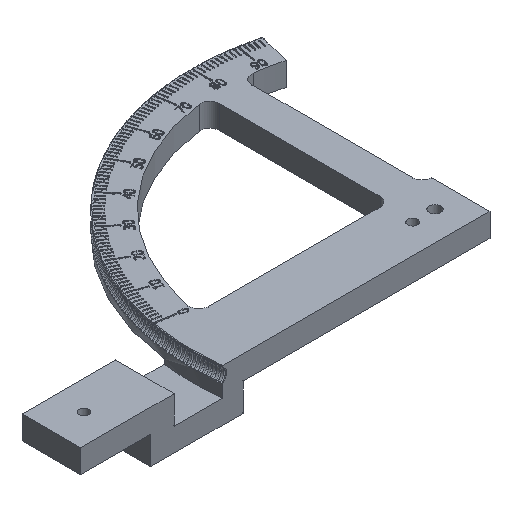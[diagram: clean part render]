
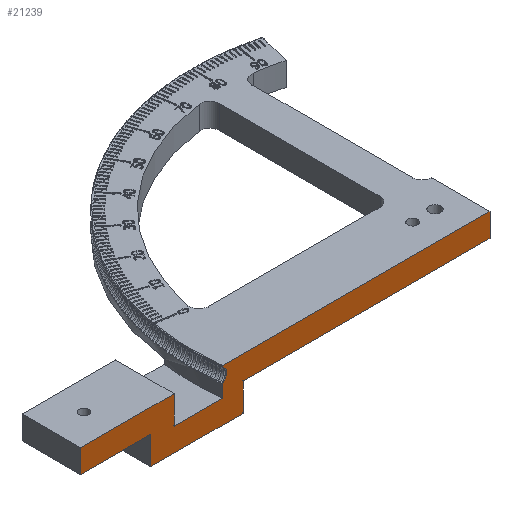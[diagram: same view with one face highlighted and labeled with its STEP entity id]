
A CAD part, isometric view. The second image highlights one B-rep face of the part: STEP entity #21239.
In plain terms, the highlighted planar face has unit normal (0, -1, 0).
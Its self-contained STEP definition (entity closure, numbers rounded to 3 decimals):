
#207=ELLIPSE('',#22615,3.377,3.35);
#2627=PLANE('',#22621);
#3816=FACE_OUTER_BOUND('',#5141,.T.);
#5141=EDGE_LOOP('',(#19764,#19765,#19766,#19767,#19768,#19769,#19770,#19771,
#19772,#19773,#19774,#19775,#19776,#19777,#19778));
#5577=LINE('',#31255,#6795);
#6347=LINE('',#33777,#7565);
#6350=LINE('',#50805,#7568);
#6351=LINE('',#51083,#7569);
#6355=LINE('',#51168,#7573);
#6356=LINE('',#51170,#7574);
#6357=LINE('',#51172,#7575);
#6358=LINE('',#51174,#7576);
#6359=LINE('',#51176,#7577);
#6360=LINE('',#51178,#7578);
#6361=LINE('',#51180,#7579);
#6362=LINE('',#51182,#7580);
#6363=LINE('',#51184,#7581);
#6364=LINE('',#51185,#7582);
#6795=VECTOR('',#23258,10.);
#7565=VECTOR('',#25786,10.);
#7568=VECTOR('',#26041,10.);
#7569=VECTOR('',#26542,10.);
#7573=VECTOR('',#26550,10.);
#7574=VECTOR('',#26551,10.);
#7575=VECTOR('',#26552,10.);
#7576=VECTOR('',#26553,10.);
#7577=VECTOR('',#26554,10.);
#7578=VECTOR('',#26555,10.);
#7579=VECTOR('',#26556,10.);
#7580=VECTOR('',#26557,10.);
#7581=VECTOR('',#26558,10.);
#7582=VECTOR('',#26559,10.);
#8769=VERTEX_POINT('',#31252);
#8770=VERTEX_POINT('',#31254);
#9542=VERTEX_POINT('',#33768);
#9543=VERTEX_POINT('',#33776);
#10283=VERTEX_POINT('',#50803);
#10285=VERTEX_POINT('',#51077);
#10289=VERTEX_POINT('',#51167);
#10290=VERTEX_POINT('',#51169);
#10291=VERTEX_POINT('',#51171);
#10292=VERTEX_POINT('',#51173);
#10293=VERTEX_POINT('',#51175);
#10294=VERTEX_POINT('',#51177);
#10295=VERTEX_POINT('',#51179);
#10296=VERTEX_POINT('',#51181);
#10297=VERTEX_POINT('',#51183);
#11178=EDGE_CURVE('',#8769,#8770,#5577,.T.);
#12338=EDGE_CURVE('',#9543,#9542,#6347,.T.);
#13324=EDGE_CURVE('',#9542,#10283,#6350,.T.);
#13448=EDGE_CURVE('',#10285,#9543,#207,.T.);
#13451=EDGE_CURVE('',#8769,#10285,#6351,.T.);
#13459=EDGE_CURVE('',#10283,#10289,#6355,.T.);
#13460=EDGE_CURVE('',#10289,#10290,#6356,.T.);
#13461=EDGE_CURVE('',#10291,#10290,#6357,.T.);
#13462=EDGE_CURVE('',#10292,#10291,#6358,.T.);
#13463=EDGE_CURVE('',#10292,#10293,#6359,.T.);
#13464=EDGE_CURVE('',#10293,#10294,#6360,.T.);
#13465=EDGE_CURVE('',#10295,#10294,#6361,.T.);
#13466=EDGE_CURVE('',#10295,#10296,#6362,.T.);
#13467=EDGE_CURVE('',#10296,#10297,#6363,.T.);
#13468=EDGE_CURVE('',#10297,#8770,#6364,.T.);
#19764=ORIENTED_EDGE('',*,*,#12338,.T.);
#19765=ORIENTED_EDGE('',*,*,#13324,.T.);
#19766=ORIENTED_EDGE('',*,*,#13459,.T.);
#19767=ORIENTED_EDGE('',*,*,#13460,.T.);
#19768=ORIENTED_EDGE('',*,*,#13461,.F.);
#19769=ORIENTED_EDGE('',*,*,#13462,.F.);
#19770=ORIENTED_EDGE('',*,*,#13463,.T.);
#19771=ORIENTED_EDGE('',*,*,#13464,.T.);
#19772=ORIENTED_EDGE('',*,*,#13465,.F.);
#19773=ORIENTED_EDGE('',*,*,#13466,.T.);
#19774=ORIENTED_EDGE('',*,*,#13467,.T.);
#19775=ORIENTED_EDGE('',*,*,#13468,.T.);
#19776=ORIENTED_EDGE('',*,*,#11178,.F.);
#19777=ORIENTED_EDGE('',*,*,#13451,.T.);
#19778=ORIENTED_EDGE('',*,*,#13448,.T.);
#21239=ADVANCED_FACE('',(#3816),#2627,.T.);
#22615=AXIS2_PLACEMENT_3D('',#51078,#26532,#26533);
#22621=AXIS2_PLACEMENT_3D('',#51166,#26548,#26549);
#23258=DIRECTION('',(1.,0.,0.));
#25786=DIRECTION('',(-0.735,0.,-0.678));
#26041=DIRECTION('',(0.,0.,-1.));
#26532=DIRECTION('center_axis',(0.,1.,0.));
#26533=DIRECTION('ref_axis',(1.,0.,0.));
#26542=DIRECTION('',(0.,0.,-1.));
#26548=DIRECTION('center_axis',(0.,-1.,0.));
#26549=DIRECTION('ref_axis',(1.,0.,0.));
#26550=DIRECTION('',(-1.,0.,0.));
#26551=DIRECTION('',(0.,0.,1.));
#26552=DIRECTION('',(1.,0.,0.));
#26553=DIRECTION('',(0.,0.,1.));
#26554=DIRECTION('',(1.,0.,0.));
#26555=DIRECTION('',(0.,0.,-1.));
#26556=DIRECTION('',(-1.,0.,0.));
#26557=DIRECTION('',(0.,0.,1.));
#26558=DIRECTION('',(1.,0.,0.));
#26559=DIRECTION('',(0.,0.,1.));
#31252=CARTESIAN_POINT('',(-26.746,-12.5,22.));
#31254=CARTESIAN_POINT('',(87.5,-12.5,22.));
#31255=CARTESIAN_POINT('',(87.5,-12.5,22.));
#33768=CARTESIAN_POINT('',(-26.746,-12.5,15.59));
#33776=CARTESIAN_POINT('',(-26.738,-12.5,15.597));
#33777=CARTESIAN_POINT('',(-26.738,-12.5,15.597));
#50803=CARTESIAN_POINT('',(-26.746,-12.5,10.));
#50805=CARTESIAN_POINT('',(-26.746,-12.5,22.));
#51077=CARTESIAN_POINT('',(-26.746,-12.5,21.407));
#51078=CARTESIAN_POINT('Origin',(-28.424,-12.5,18.5));
#51083=CARTESIAN_POINT('',(-26.746,-12.5,22.));
#51166=CARTESIAN_POINT('Origin',(-87.5,-12.5,0.));
#51167=CARTESIAN_POINT('',(-47.5,-12.5,10.));
#51168=CARTESIAN_POINT('',(-57.75,-12.5,10.));
#51169=CARTESIAN_POINT('',(-47.5,-12.5,22.));
#51170=CARTESIAN_POINT('',(-47.5,-12.5,5.));
#51171=CARTESIAN_POINT('',(-87.5,-12.5,22.));
#51172=CARTESIAN_POINT('',(87.5,-12.5,22.));
#51173=CARTESIAN_POINT('',(-87.5,-12.5,12.));
#51174=CARTESIAN_POINT('',(-87.5,-12.5,0.));
#51175=CARTESIAN_POINT('',(-57.5,-12.5,12.));
#51176=CARTESIAN_POINT('',(-87.5,-12.5,12.));
#51177=CARTESIAN_POINT('',(-57.5,-12.5,0.));
#51178=CARTESIAN_POINT('',(-57.5,-12.5,6.));
#51179=CARTESIAN_POINT('',(-18.,-12.5,0.));
#51180=CARTESIAN_POINT('',(87.5,-12.5,0.));
#51181=CARTESIAN_POINT('',(-18.,-12.5,12.));
#51182=CARTESIAN_POINT('',(-18.,-12.5,0.));
#51183=CARTESIAN_POINT('',(87.5,-12.5,12.));
#51184=CARTESIAN_POINT('',(-52.75,-12.5,12.));
#51185=CARTESIAN_POINT('',(87.5,-12.5,0.));
